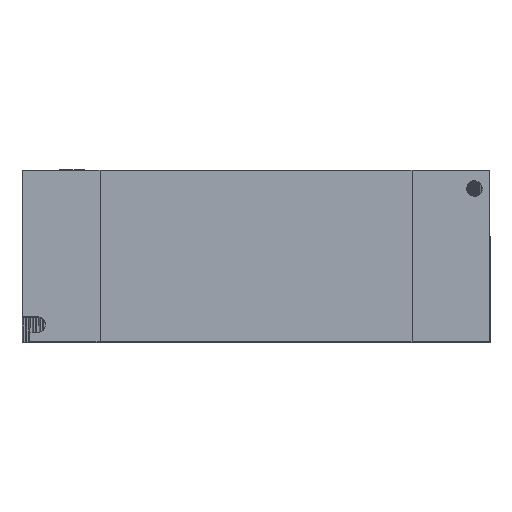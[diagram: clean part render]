
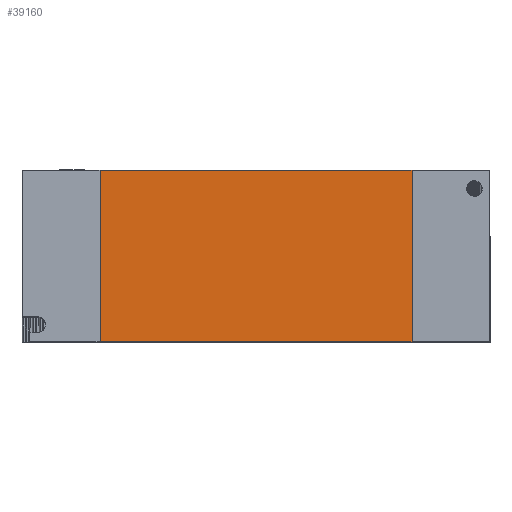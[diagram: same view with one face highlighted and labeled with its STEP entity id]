
A CAD part, top view. The second image highlights one B-rep face of the part: STEP entity #39160.
In plain terms, the highlighted planar face has unit normal (0, 0, 1).
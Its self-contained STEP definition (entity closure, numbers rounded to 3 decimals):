
#9766 = DIRECTION ( 'NONE',  ( 0., 1., 0. ) ) ;
#9947 = CARTESIAN_POINT ( 'NONE',  ( 49.859, 52.121, 165.4 ) ) ;
#18902 = CARTESIAN_POINT ( 'NONE',  ( -50.141, -2.879, 165.4 ) ) ;
#20710 = ORIENTED_EDGE ( 'NONE', *, *, #120315, .F. ) ;
#24916 = VECTOR ( 'NONE', #42995, 1000. ) ;
#25464 = ORIENTED_EDGE ( 'NONE', *, *, #261620, .F. ) ;
#39160 = ADVANCED_FACE ( 'NONE', ( #111071 ), #188007, .F. ) ;
#40989 = EDGE_LOOP ( 'NONE', ( #86569, #20710, #25464, #138252 ) ) ;
#42995 = DIRECTION ( 'NONE',  ( -1., 0., 0. ) ) ;
#45850 = DIRECTION ( 'NONE',  ( 0., 0., -1. ) ) ;
#54986 = LINE ( 'NONE', #235522, #182134 ) ;
#62092 = VECTOR ( 'NONE', #9766, 1000. ) ;
#69614 = LINE ( 'NONE', #176961, #62092 ) ;
#80620 = VECTOR ( 'NONE', #242531, 1000. ) ;
#86569 = ORIENTED_EDGE ( 'NONE', *, *, #148645, .T. ) ;
#97082 = AXIS2_PLACEMENT_3D ( 'NONE', #189036, #45850, #213091 ) ;
#99101 = CARTESIAN_POINT ( 'NONE',  ( -50.141, 52.121, 165.4 ) ) ;
#102524 = CARTESIAN_POINT ( 'NONE',  ( -50.141, 52.121, 165.4 ) ) ;
#111071 = FACE_OUTER_BOUND ( 'NONE', #40989, .T. ) ;
#120315 = EDGE_CURVE ( 'NONE', #166674, #192099, #54986, .T. ) ;
#138252 = ORIENTED_EDGE ( 'NONE', *, *, #199745, .T. ) ;
#148645 = EDGE_CURVE ( 'NONE', #189648, #192099, #271601, .T. ) ;
#166674 = VERTEX_POINT ( 'NONE', #201557 ) ;
#176961 = CARTESIAN_POINT ( 'NONE',  ( 49.859, -2.879, 165.4 ) ) ;
#182134 = VECTOR ( 'NONE', #259600, 1000. ) ;
#188007 = PLANE ( 'NONE',  #97082 ) ;
#189036 = CARTESIAN_POINT ( 'NONE',  ( -50.141, -2.879, 165.4 ) ) ;
#189648 = VERTEX_POINT ( 'NONE', #9947 ) ;
#192099 = VERTEX_POINT ( 'NONE', #102524 ) ;
#199745 = EDGE_CURVE ( 'NONE', #257567, #189648, #69614, .T. ) ;
#201557 = CARTESIAN_POINT ( 'NONE',  ( -50.141, -2.879, 165.4 ) ) ;
#213091 = DIRECTION ( 'NONE',  ( -1., 0., 0. ) ) ;
#215729 = LINE ( 'NONE', #18902, #24916 ) ;
#235522 = CARTESIAN_POINT ( 'NONE',  ( -50.141, -2.879, 165.4 ) ) ;
#242531 = DIRECTION ( 'NONE',  ( -1., 0., 0. ) ) ;
#257567 = VERTEX_POINT ( 'NONE', #294653 ) ;
#259600 = DIRECTION ( 'NONE',  ( 0., 1., 0. ) ) ;
#261620 = EDGE_CURVE ( 'NONE', #257567, #166674, #215729, .T. ) ;
#271601 = LINE ( 'NONE', #99101, #80620 ) ;
#294653 = CARTESIAN_POINT ( 'NONE',  ( 49.859, -2.879, 165.4 ) ) ;
